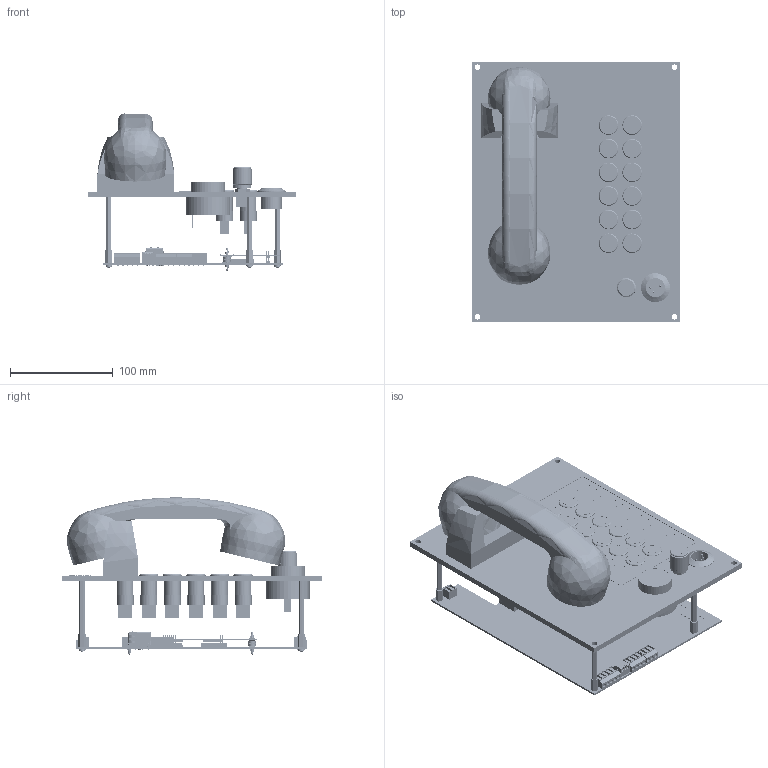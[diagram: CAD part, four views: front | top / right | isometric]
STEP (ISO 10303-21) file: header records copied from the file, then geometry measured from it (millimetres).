
FILE_DESCRIPTION (( 'STEP AP214' ), '1' );
FILE_NAME ('VC12X Dimensional.STEP', '2023-11-07T19:43:36', ( '' ), ( '' ), 'SwSTEP 2.0', 'SolidWorks 2022', '' );
FILE_SCHEMA (( 'AUTOMOTIVE_DESIGN' ));
Length unit declared in the file: inch
Products named in the file (41): 500-000577.50_500-000577.50; Board_1; 645-009582.50; 16mm Lanboo Nut; 699-009929.50; TW-10-04-T-D-250-200; screw terminal vertical 5 pos VCom; 234-104524.50 sub; 306-104550.50_SILKSCREEN; 500-009980.50; 234-104555.50; 699-104575.50; 699-104575.50 NUT; 500-009475.50; 234-104524.50; 500-009836.50; _BB1TW-10-04-T-D-250-200; vcom handset; VC12X Dimensional; 645-009582.50 NUT; 500-009293.50 NUT; 680-009928.50; screw terminal vertical 2 pos VCom; 500-009927.50; screw terminal vertical 3 pos VCom; _P3TW-10-04-T-D-250-200; 653-009349.50; _TB2TW-10-04-T-D-250-200; 517-104951.50; screw terminal vertical 4 pos VCom; 500-009293.50; SSFLATSKT 0.138-32x0.1875-HX-N_SSFLATSKT 0.138-32x0.1875-HX-N; 500-009500.50; Fiber Network Port v1; 550-104552.50; 680-009743.5; Narrow FW 0.112_Narrow FW 0.112; 500-000537.50_500-000537.50; PEM FH-440-4 X--N_PEM FH-440-4 X--N
Assembly tree (98 placements, depth 4):
  VC12X Dimensional
    306-104550.50_SILKSCREEN
      306-104550.50_SILKSCREEN
      PEM FH-440-4 X--N_PEM FH-440-4 X--N  x4
    680-009928.50  x12
    500-009836.50  x4
    16mm Lanboo Nut  x12
    500-009500.50
    517-104951.50
    500-009293.50
    500-000577.50_500-000577.50  x4
    Narrow FW 0.112_Narrow FW 0.112  x8
    234-104524.50
      Board_1
        234-104555.50
      234-104524.50 sub
        234-104524.50
        screw terminal vertical 2 pos VCom
        screw terminal vertical 3 pos VCom
        screw terminal vertical 4 pos VCom  x2
        screw terminal vertical 5 pos VCom
        680-009743.5
        653-009349.50
        Fiber Network Port v1
      TW-10-04-T-D-250-200  x2
        _P3TW-10-04-T-D-250-200
        _BB1TW-10-04-T-D-250-200
        _TB2TW-10-04-T-D-250-200
      500-009927.50  x2
      699-009929.50  x12
    645-009582.50
    500-009475.50
    SSFLATSKT 0.138-32x0.1875-HX-N_SSFLATSKT 0.138-32x0.1875-HX-N
    500-009293.50 NUT
    699-104575.50
    699-104575.50 NUT
    500-000537.50_500-000537.50  x4
    645-009582.50 NUT
    550-104552.50
    vcom handset
    500-009980.50  x4
Bounding box: 203.2 x 254 x 153.17 mm (x, y, z)
Volume: 774292.2 mm3; surface area: 391236.8 mm2
Topology: 118 solids, 118 shells, 5394 faces, 14066 edges, 9110 vertices
Faces by surface type: plane 3344, cylinder 1497, bspline 315, cone 186, torus 36, sphere 16
Entity records: 130110 total; most frequent: CARTESIAN_POINT 30079, ORIENTED_EDGE 17676, DIRECTION 16668, EDGE_CURVE 8838, VECTOR 6094, LINE 6094, VERTEX_POINT 5776, AXIS2_PLACEMENT_3D 5287
